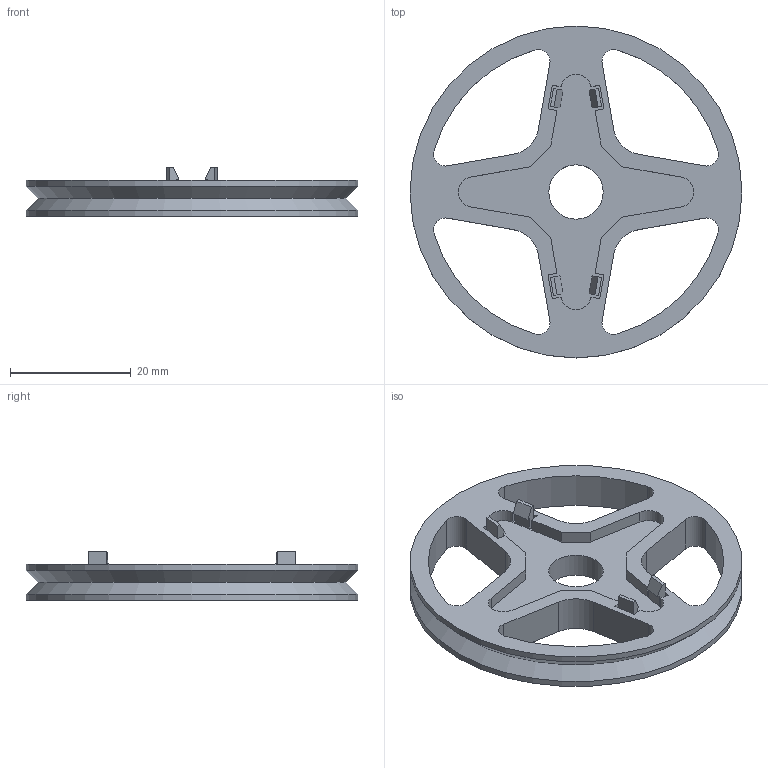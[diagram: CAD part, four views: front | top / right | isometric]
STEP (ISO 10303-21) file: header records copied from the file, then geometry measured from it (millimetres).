
FILE_DESCRIPTION(('FreeCAD Model'),'2;1');
FILE_NAME('icebot-wheel.step', '2018-03-24T18:42:25',('Author'),(''), 'Open CASCADE STEP processor 7.1','FreeCAD','Unknown');
FILE_SCHEMA(('AUTOMOTIVE_DESIGN { 1 0 10303 214 1 1 1 1 }'));
Length unit declared in the file: millimetre
Products named in the file (1): Icebot-wheel
Bounding box: 55 x 55 x 8.1 mm (x, y, z)
Volume: 6783.5 mm3; surface area: 6054 mm2
Topology: 1 solids, 1 shells, 88 faces, 248 edges, 167 vertices
Faces by surface type: plane 63, cylinder 23, cone 2
Full cylindrical faces by diameter (mm): 9 x1, 55 x2
Entity records: 6187 total; most frequent: CARTESIAN_POINT 1150, DIRECTION 952, LINE 637, VECTOR 637, ORIENTED_EDGE 496, PCURVE 496, DEFINITIONAL_REPRESENTATION 496, EDGE_CURVE 248
